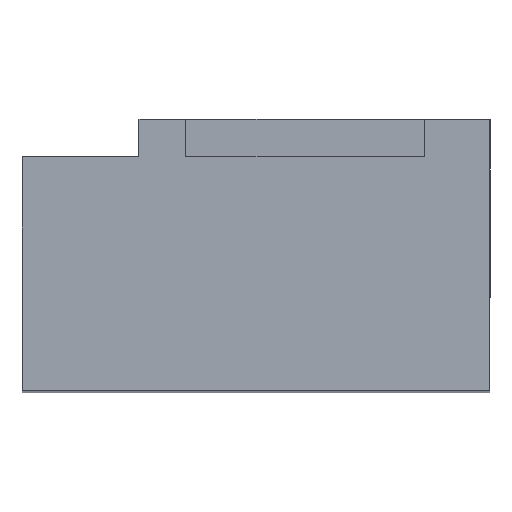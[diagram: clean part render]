
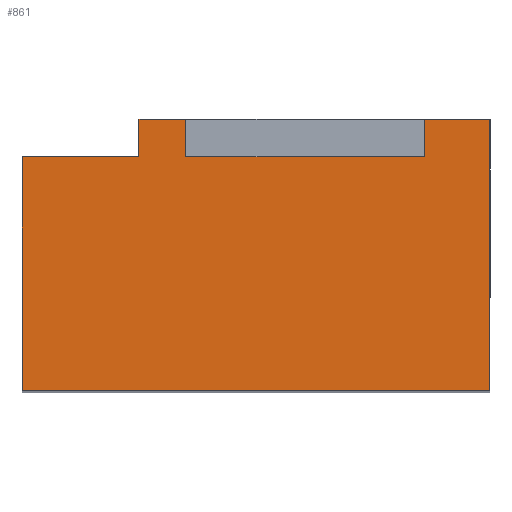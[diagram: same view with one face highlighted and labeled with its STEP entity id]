
A CAD part, top view. The second image highlights one B-rep face of the part: STEP entity #861.
In plain terms, the highlighted planar face has unit normal (0, 0, 1).
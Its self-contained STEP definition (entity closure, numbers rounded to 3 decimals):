
#55=FACE_OUTER_BOUND('',#97,.T.);
#97=EDGE_LOOP('',(#765,#766,#767,#768,#769,#770,#771,#772,#773,#774));
#143=LINE('',#1219,#263);
#146=LINE('',#1224,#266);
#152=LINE('',#1237,#272);
#185=LINE('',#1304,#305);
#200=LINE('',#1334,#320);
#211=LINE('',#1352,#331);
#212=LINE('',#1353,#332);
#215=LINE('',#1360,#335);
#216=LINE('',#1362,#336);
#218=LINE('',#1366,#338);
#263=VECTOR('',#991,10.);
#266=VECTOR('',#996,10.);
#272=VECTOR('',#1006,10.);
#305=VECTOR('',#1061,10.);
#320=VECTOR('',#1082,10.);
#331=VECTOR('',#1103,10.);
#332=VECTOR('',#1104,10.);
#335=VECTOR('',#1113,10.);
#336=VECTOR('',#1116,10.);
#338=VECTOR('',#1122,10.);
#373=VERTEX_POINT('',#1216);
#374=VERTEX_POINT('',#1218);
#375=VERTEX_POINT('',#1222);
#380=VERTEX_POINT('',#1235);
#402=VERTEX_POINT('',#1301);
#403=VERTEX_POINT('',#1303);
#414=VERTEX_POINT('',#1331);
#415=VERTEX_POINT('',#1333);
#417=VERTEX_POINT('',#1350);
#418=VERTEX_POINT('',#1358);
#463=EDGE_CURVE('',#373,#374,#143,.T.);
#466=EDGE_CURVE('',#373,#375,#146,.T.);
#472=EDGE_CURVE('',#375,#380,#152,.T.);
#505=EDGE_CURVE('',#403,#402,#185,.T.);
#520=EDGE_CURVE('',#414,#415,#200,.T.);
#531=EDGE_CURVE('',#417,#380,#211,.T.);
#532=EDGE_CURVE('',#374,#402,#212,.T.);
#535=EDGE_CURVE('',#418,#417,#215,.T.);
#536=EDGE_CURVE('',#415,#418,#216,.T.);
#538=EDGE_CURVE('',#403,#414,#218,.T.);
#765=ORIENTED_EDGE('',*,*,#538,.F.);
#766=ORIENTED_EDGE('',*,*,#505,.T.);
#767=ORIENTED_EDGE('',*,*,#532,.F.);
#768=ORIENTED_EDGE('',*,*,#463,.F.);
#769=ORIENTED_EDGE('',*,*,#466,.T.);
#770=ORIENTED_EDGE('',*,*,#472,.T.);
#771=ORIENTED_EDGE('',*,*,#531,.F.);
#772=ORIENTED_EDGE('',*,*,#535,.F.);
#773=ORIENTED_EDGE('',*,*,#536,.F.);
#774=ORIENTED_EDGE('',*,*,#520,.F.);
#819=PLANE('',#917);
#861=ADVANCED_FACE('',(#55),#819,.T.);
#917=AXIS2_PLACEMENT_3D('',#1365,#1120,#1121);
#991=DIRECTION('',(0.,1.,0.));
#996=DIRECTION('',(-1.,0.,0.));
#1006=DIRECTION('',(0.,1.,0.));
#1061=DIRECTION('',(0.,1.,0.));
#1082=DIRECTION('',(0.,1.,0.));
#1103=DIRECTION('',(1.,0.,0.));
#1104=DIRECTION('',(1.,0.,0.));
#1113=DIRECTION('',(0.,1.,0.));
#1116=DIRECTION('',(1.,0.,0.));
#1120=DIRECTION('center_axis',(0.,0.,1.));
#1121=DIRECTION('ref_axis',(1.,0.,0.));
#1122=DIRECTION('',(-1.,0.,0.));
#1216=CARTESIAN_POINT('',(7.2,10.,25.));
#1218=CARTESIAN_POINT('',(7.2,11.6,25.));
#1219=CARTESIAN_POINT('',(7.2,10.,25.));
#1222=CARTESIAN_POINT('',(-3.,10.,25.));
#1224=CARTESIAN_POINT('',(-1.5,10.,25.));
#1235=CARTESIAN_POINT('',(-3.,11.6,25.));
#1237=CARTESIAN_POINT('',(-3.,0.,25.));
#1301=CARTESIAN_POINT('',(10.,11.6,25.));
#1303=CARTESIAN_POINT('',(10.,0.,25.));
#1304=CARTESIAN_POINT('',(10.,0.,25.));
#1331=CARTESIAN_POINT('',(-10.,0.,25.));
#1333=CARTESIAN_POINT('',(-10.,10.,25.));
#1334=CARTESIAN_POINT('',(-10.,0.,25.));
#1350=CARTESIAN_POINT('',(-5.,11.6,25.));
#1352=CARTESIAN_POINT('',(-4.5,11.6,25.));
#1353=CARTESIAN_POINT('',(7.9,11.6,25.));
#1358=CARTESIAN_POINT('',(-5.,10.,25.));
#1360=CARTESIAN_POINT('',(-5.,10.,25.));
#1362=CARTESIAN_POINT('',(10.,10.,25.));
#1365=CARTESIAN_POINT('Origin',(-10.,0.,25.));
#1366=CARTESIAN_POINT('',(10.,0.,25.));
